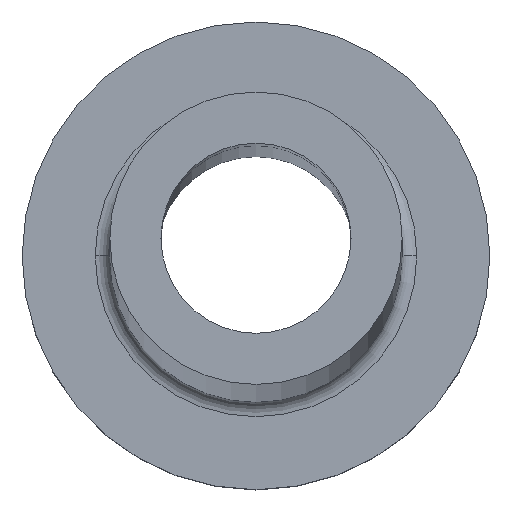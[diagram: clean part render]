
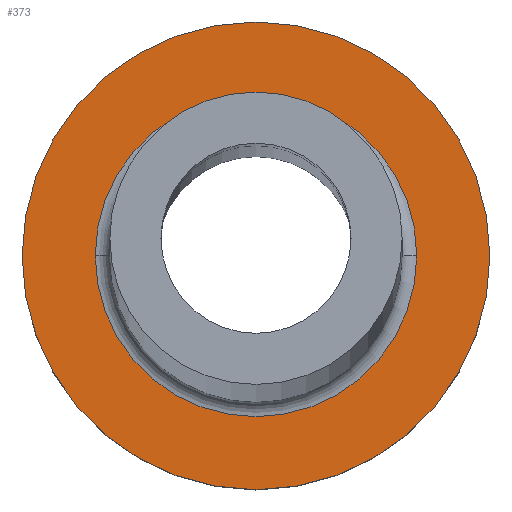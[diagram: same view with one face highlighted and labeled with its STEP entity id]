
A CAD part, top view. The second image highlights one B-rep face of the part: STEP entity #373.
In plain terms, the highlighted planar face has unit normal (0, 0, 1).
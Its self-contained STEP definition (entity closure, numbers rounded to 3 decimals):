
#8 = DIRECTION ( 'NONE',  ( 0., 0., 1. ) ) ;
#11 = PLANE ( 'NONE',  #174 ) ;
#22 = ORIENTED_EDGE ( 'NONE', *, *, #304, .T. ) ;
#38 = CARTESIAN_POINT ( 'NONE',  ( 0., 0., 5. ) ) ;
#39 = AXIS2_PLACEMENT_3D ( 'NONE', #453, #456, #71 ) ;
#49 = CIRCLE ( 'NONE', #299, 5.5 ) ;
#50 = EDGE_CURVE ( 'NONE', #384, #203, #392, .T. ) ;
#57 = ORIENTED_EDGE ( 'NONE', *, *, #177, .T. ) ;
#71 = DIRECTION ( 'NONE',  ( 1., 0., 0. ) ) ;
#79 = VERTEX_POINT ( 'NONE', #374 ) ;
#90 = DIRECTION ( 'NONE',  ( 0., 0., -1. ) ) ;
#121 = AXIS2_PLACEMENT_3D ( 'NONE', #412, #307, #276 ) ;
#130 = AXIS2_PLACEMENT_3D ( 'NONE', #38, #199, #379 ) ;
#149 = CARTESIAN_POINT ( 'NONE',  ( 8., 0., 5. ) ) ;
#174 = AXIS2_PLACEMENT_3D ( 'NONE', #358, #8, #284 ) ;
#177 = EDGE_CURVE ( 'NONE', #320, #79, #49, .T. ) ;
#178 = FACE_OUTER_BOUND ( 'NONE', #275, .T. ) ;
#199 = DIRECTION ( 'NONE',  ( 0., 0., 1. ) ) ;
#203 = VERTEX_POINT ( 'NONE', #298 ) ;
#266 = ORIENTED_EDGE ( 'NONE', *, *, #354, .T. ) ;
#275 = EDGE_LOOP ( 'NONE', ( #266, #375 ) ) ;
#276 = DIRECTION ( 'NONE',  ( 1., 0., 0. ) ) ;
#284 = DIRECTION ( 'NONE',  ( 1., 0., 0. ) ) ;
#298 = CARTESIAN_POINT ( 'NONE',  ( -8., 0., 5. ) ) ;
#299 = AXIS2_PLACEMENT_3D ( 'NONE', #363, #90, #327 ) ;
#304 = EDGE_CURVE ( 'NONE', #79, #320, #417, .T. ) ;
#307 = DIRECTION ( 'NONE',  ( 0., 0., 1. ) ) ;
#320 = VERTEX_POINT ( 'NONE', #387 ) ;
#327 = DIRECTION ( 'NONE',  ( 1., 0., 0. ) ) ;
#344 = FACE_BOUND ( 'NONE', #383, .T. ) ;
#354 = EDGE_CURVE ( 'NONE', #203, #384, #395, .T. ) ;
#358 = CARTESIAN_POINT ( 'NONE',  ( 0., 0., 5. ) ) ;
#363 = CARTESIAN_POINT ( 'NONE',  ( 0., 0., 5. ) ) ;
#373 = ADVANCED_FACE ( 'NONE', ( #344, #178 ), #11, .T. ) ;
#374 = CARTESIAN_POINT ( 'NONE',  ( -5.5, 0., 5. ) ) ;
#375 = ORIENTED_EDGE ( 'NONE', *, *, #50, .T. ) ;
#379 = DIRECTION ( 'NONE',  ( 1., 0., 0. ) ) ;
#383 = EDGE_LOOP ( 'NONE', ( #57, #22 ) ) ;
#384 = VERTEX_POINT ( 'NONE', #149 ) ;
#387 = CARTESIAN_POINT ( 'NONE',  ( 5.5, 0., 5. ) ) ;
#392 = CIRCLE ( 'NONE', #121, 8. ) ;
#395 = CIRCLE ( 'NONE', #130, 8. ) ;
#412 = CARTESIAN_POINT ( 'NONE',  ( 0., 0., 5. ) ) ;
#417 = CIRCLE ( 'NONE', #39, 5.5 ) ;
#453 = CARTESIAN_POINT ( 'NONE',  ( 0., 0., 5. ) ) ;
#456 = DIRECTION ( 'NONE',  ( 0., 0., -1. ) ) ;
